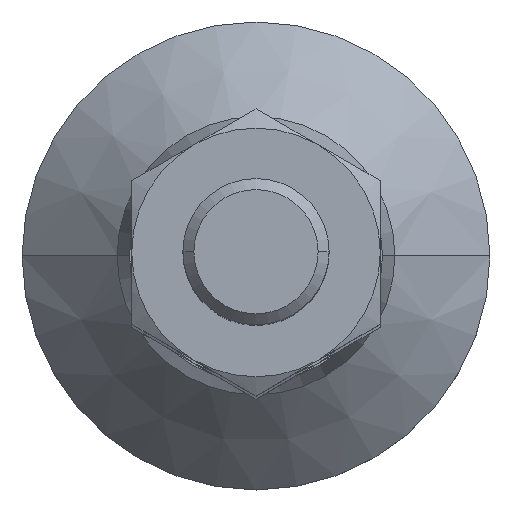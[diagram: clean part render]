
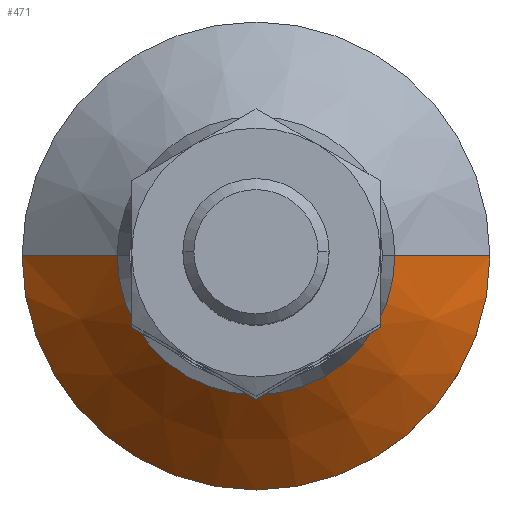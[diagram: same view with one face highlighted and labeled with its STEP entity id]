
A CAD part, top view. The second image highlights one B-rep face of the part: STEP entity #471.
In plain terms, the highlighted conical face has half-angle 45 degrees and reference radius 12.75 mm.
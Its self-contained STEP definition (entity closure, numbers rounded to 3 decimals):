
#355=VERTEX_POINT('',#1000);
#361=VERTEX_POINT('',#1006);
#439=VERTEX_POINT('',#1102);
#471=ADVANCED_FACE('',(#1137),#1138,.T.);
#641=EDGE_CURVE('',#361,#355,#1329,.T.);
#773=EDGE_CURVE('',#919,#355,#1481,.T.);
#813=EDGE_CURVE('',#361,#439,#1522,.T.);
#865=EDGE_CURVE('',#439,#919,#1577,.T.);
#919=VERTEX_POINT('',#1635);
#1000=CARTESIAN_POINT('',(-16.0,0.,5.));
#1006=CARTESIAN_POINT('',(16.0,0.,5.));
#1102=CARTESIAN_POINT('',(9.5,0.,11.5));
#1137=FACE_OUTER_BOUND('',#1924,.T.);
#1138=CONICAL_SURFACE('',#1925,12.75,0.785);
#1329=CIRCLE('',#2279,16.0);
#1481=LINE('',#2544,#2545);
#1522=LINE('',#2652,#2653);
#1577=CIRCLE('',#2774,9.5);
#1635=CARTESIAN_POINT('',(-9.5,0.,11.5));
#1924=EDGE_LOOP('',(#3218,#3219,#3220,#3221));
#1925=AXIS2_PLACEMENT_3D('',#3222,#3223,#3224);
#2279=AXIS2_PLACEMENT_3D('',#3452,#3453,#3454);
#2544=CARTESIAN_POINT('',(-12.75,0.,8.25));
#2545=VECTOR('',#3649,1.0);
#2652=CARTESIAN_POINT('',(12.75,0.,8.25));
#2653=VECTOR('',#3679,1.0);
#2774=AXIS2_PLACEMENT_3D('',#3729,#3730,#3731);
#3218=ORIENTED_EDGE('',*,*,#773,.T.);
#3219=ORIENTED_EDGE('',*,*,#641,.F.);
#3220=ORIENTED_EDGE('',*,*,#813,.T.);
#3221=ORIENTED_EDGE('',*,*,#865,.T.);
#3222=CARTESIAN_POINT('',(0.0,0.,8.25));
#3223=DIRECTION('',(-0.0,-0.0,-1.0));
#3224=DIRECTION('',(-1.0,0.,0.0));
#3452=CARTESIAN_POINT('',(0.0,0.,5.));
#3453=DIRECTION('',(-0.0,0.0,-1.0));
#3454=DIRECTION('',(-1.0,0.,0.0));
#3649=DIRECTION('',(-0.707,0.,-0.707));
#3679=DIRECTION('',(-0.707,0.,0.707));
#3729=CARTESIAN_POINT('',(0.0,0.,11.5));
#3730=DIRECTION('',(-0.0,0.0,-1.0));
#3731=DIRECTION('',(-1.0,0.,0.0));
